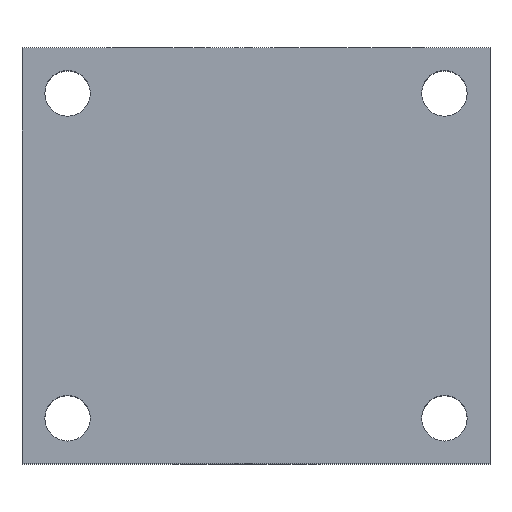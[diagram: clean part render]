
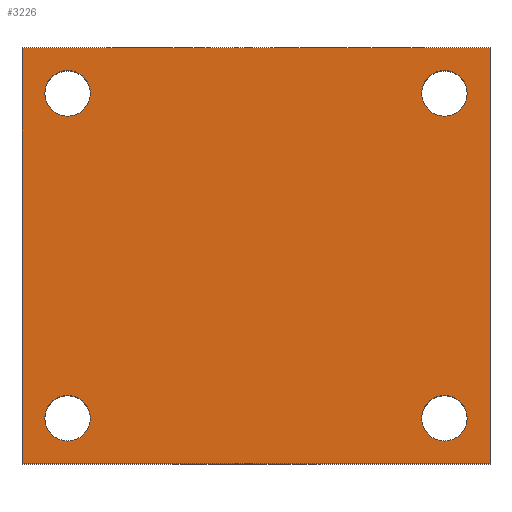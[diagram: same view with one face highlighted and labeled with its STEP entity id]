
A CAD part, top view. The second image highlights one B-rep face of the part: STEP entity #3226.
In plain terms, the highlighted planar face has unit normal (0, 0, 1).
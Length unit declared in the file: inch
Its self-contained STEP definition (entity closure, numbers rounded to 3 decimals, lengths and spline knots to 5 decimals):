
#213=DIRECTION('',(0.,-1.,0.));
#214=VECTOR('',#213,4.);
#215=CARTESIAN_POINT('',(0.,0.,2.188));
#216=LINE('',#215,#214);
#217=DIRECTION('',(-1.,0.,0.));
#218=VECTOR('',#217,4.5);
#219=CARTESIAN_POINT('',(4.5,0.,2.188));
#220=LINE('',#219,#218);
#221=DIRECTION('',(0.,1.,0.));
#222=VECTOR('',#221,4.);
#223=CARTESIAN_POINT('',(4.5,-4.,2.188));
#224=LINE('',#223,#222);
#225=DIRECTION('',(1.,0.,0.));
#226=VECTOR('',#225,4.5);
#227=CARTESIAN_POINT('',(0.,-4.,2.188));
#228=LINE('',#227,#226);
#229=CARTESIAN_POINT('',(0.438,-0.438,
2.188));
#230=DIRECTION('',(0.,0.,1.));
#231=DIRECTION('',(0.,1.,0.));
#232=AXIS2_PLACEMENT_3D('',#229,#230,#231);
#234=CARTESIAN_POINT('',(0.438,-0.438,
2.188));
#235=DIRECTION('',(0.,0.,1.));
#236=DIRECTION('',(0.,-1.,0.));
#237=AXIS2_PLACEMENT_3D('',#234,#235,#236);
#239=CARTESIAN_POINT('',(0.438,-3.562,2.188));
#240=DIRECTION('',(0.,0.,1.));
#241=DIRECTION('',(0.,1.,0.));
#242=AXIS2_PLACEMENT_3D('',#239,#240,#241);
#244=CARTESIAN_POINT('',(0.438,-3.562,2.188));
#245=DIRECTION('',(0.,0.,1.));
#246=DIRECTION('',(0.,-1.,0.));
#247=AXIS2_PLACEMENT_3D('',#244,#245,#246);
#249=CARTESIAN_POINT('',(4.062,-3.562,2.188));
#250=DIRECTION('',(0.,0.,1.));
#251=DIRECTION('',(0.,1.,0.));
#252=AXIS2_PLACEMENT_3D('',#249,#250,#251);
#254=CARTESIAN_POINT('',(4.062,-3.562,2.188));
#255=DIRECTION('',(0.,0.,1.));
#256=DIRECTION('',(0.,-1.,0.));
#257=AXIS2_PLACEMENT_3D('',#254,#255,#256);
#259=CARTESIAN_POINT('',(4.062,-0.438,2.188));
#260=DIRECTION('',(0.,0.,1.));
#261=DIRECTION('',(0.,1.,0.));
#262=AXIS2_PLACEMENT_3D('',#259,#260,#261);
#264=CARTESIAN_POINT('',(4.062,-0.438,2.188));
#265=DIRECTION('',(0.,0.,1.));
#266=DIRECTION('',(0.,-1.,0.));
#267=AXIS2_PLACEMENT_3D('',#264,#265,#266);
#2653=CARTESIAN_POINT('',(0.,0.,2.188));
#2654=CARTESIAN_POINT('',(0.,-4.,2.188));
#2655=VERTEX_POINT('',#2653);
#2656=VERTEX_POINT('',#2654);
#2657=CARTESIAN_POINT('',(4.5,-4.,2.188));
#2658=VERTEX_POINT('',#2657);
#2659=CARTESIAN_POINT('',(4.5,0.,2.188));
#2660=VERTEX_POINT('',#2659);
#2665=CARTESIAN_POINT('',(0.438,-0.219,
2.188));
#2666=CARTESIAN_POINT('',(0.438,-0.657,
2.188));
#2667=VERTEX_POINT('',#2665);
#2668=VERTEX_POINT('',#2666);
#2673=CARTESIAN_POINT('',(0.438,-3.343,
2.188));
#2674=CARTESIAN_POINT('',(0.438,-3.781,
2.188));
#2675=VERTEX_POINT('',#2673);
#2676=VERTEX_POINT('',#2674);
#2681=CARTESIAN_POINT('',(4.062,-3.343,2.188));
#2682=CARTESIAN_POINT('',(4.062,-3.781,2.188));
#2683=VERTEX_POINT('',#2681);
#2684=VERTEX_POINT('',#2682);
#2689=CARTESIAN_POINT('',(4.062,-0.219,
2.188));
#2690=CARTESIAN_POINT('',(4.062,-0.657,
2.188));
#2691=VERTEX_POINT('',#2689);
#2692=VERTEX_POINT('',#2690);
#3191=CARTESIAN_POINT('',(0.,0.,2.188));
#3192=DIRECTION('',(0.,0.,1.));
#3193=DIRECTION('',(1.,0.,0.));
#3194=AXIS2_PLACEMENT_3D('',#3191,#3192,#3193);
#3195=PLANE('',#3194);
#3196=ORIENTED_EDGE('',*,*,#3107,.F.);
#3197=ORIENTED_EDGE('',*,*,#3134,.F.);
#3198=ORIENTED_EDGE('',*,*,#3160,.F.);
#3199=ORIENTED_EDGE('',*,*,#3179,.F.);
#3200=EDGE_LOOP('',(#3196,#3197,#3198,#3199));
#3201=FACE_OUTER_BOUND('',#3200,.F.);
#3203=ORIENTED_EDGE('',*,*,#3202,.T.);
#3205=ORIENTED_EDGE('',*,*,#3204,.T.);
#3206=EDGE_LOOP('',(#3203,#3205));
#3207=FACE_BOUND('',#3206,.F.);
#3209=ORIENTED_EDGE('',*,*,#3208,.T.);
#3211=ORIENTED_EDGE('',*,*,#3210,.T.);
#3212=EDGE_LOOP('',(#3209,#3211));
#3213=FACE_BOUND('',#3212,.F.);
#3215=ORIENTED_EDGE('',*,*,#3214,.T.);
#3217=ORIENTED_EDGE('',*,*,#3216,.T.);
#3218=EDGE_LOOP('',(#3215,#3217));
#3219=FACE_BOUND('',#3218,.F.);
#3221=ORIENTED_EDGE('',*,*,#3220,.T.);
#3223=ORIENTED_EDGE('',*,*,#3222,.T.);
#3224=EDGE_LOOP('',(#3221,#3223));
#3225=FACE_BOUND('',#3224,.F.);
#3226=ADVANCED_FACE('',(#3201,#3207,#3213,#3219,#3225),#3195,.T.);
#233=CIRCLE('',#232,0.219);
#238=CIRCLE('',#237,0.219);
#243=CIRCLE('',#242,0.219);
#248=CIRCLE('',#247,0.219);
#253=CIRCLE('',#252,0.219);
#258=CIRCLE('',#257,0.219);
#263=CIRCLE('',#262,0.219);
#268=CIRCLE('',#267,0.219);
#3107=EDGE_CURVE('',#2655,#2656,#216,.T.);
#3134=EDGE_CURVE('',#2660,#2655,#220,.T.);
#3160=EDGE_CURVE('',#2658,#2660,#224,.T.);
#3179=EDGE_CURVE('',#2656,#2658,#228,.T.);
#3202=EDGE_CURVE('',#2667,#2668,#233,.T.);
#3204=EDGE_CURVE('',#2668,#2667,#238,.T.);
#3208=EDGE_CURVE('',#2675,#2676,#243,.T.);
#3210=EDGE_CURVE('',#2676,#2675,#248,.T.);
#3214=EDGE_CURVE('',#2683,#2684,#253,.T.);
#3216=EDGE_CURVE('',#2684,#2683,#258,.T.);
#3220=EDGE_CURVE('',#2691,#2692,#263,.T.);
#3222=EDGE_CURVE('',#2692,#2691,#268,.T.);
